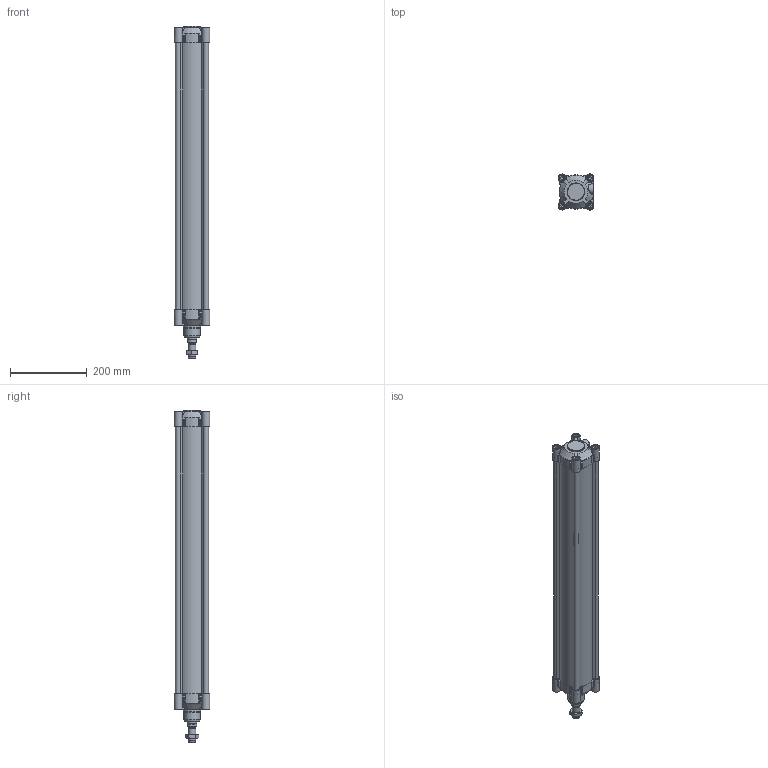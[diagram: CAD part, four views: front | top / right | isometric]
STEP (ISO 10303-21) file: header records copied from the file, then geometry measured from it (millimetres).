
FILE_DESCRIPTION (( 'STEP AP214' ), '1' );
FILE_NAME ('HDM080.0650.STEP', '2025-04-15T08:50:17', ( '' ), ( '' ), 'SwSTEP 2.0', 'SolidWorks 2022', '' );
FILE_SCHEMA (( 'AUTOMOTIVE_DESIGN' ));
Length unit declared in the file: millimetre
Products named in the file (1): HDM080.0650
Bounding box: 93 x 93 x 868 mm (x, y, z)
Volume: 4914544.1 mm3; surface area: 918940.2 mm2
Topology: 5 solids, 19 shells, 1290 faces, 3048 edges, 1878 vertices
Faces by surface type: bspline 514, plane 374, cylinder 274, cone 128
Full cylindrical faces by diameter (mm): 8.376 x8, 10 x8, 10.3 x8, 12 x2, 13 x2, 14.95 x2, 16 x8, 16.3 x8, 17.5 x1, 18.376 x1, 20 x1, 24.5 x1, 25 x3, 25.8 x1, 25.962 x1, 30 x2, 31.5 x2, 35 x2, 43.5 x1, 45 x2, 80 x2
Entity records: 67719 total; most frequent: CARTESIAN_POINT 28144, ORIENTED_EDGE 5590, DIRECTION 4170, EDGE_CURVE 2795, VERTEX_POINT 1817, EDGE_LOOP 1578, AXIS2_PLACEMENT_3D 1567, FACE_OUTER_BOUND 1396
